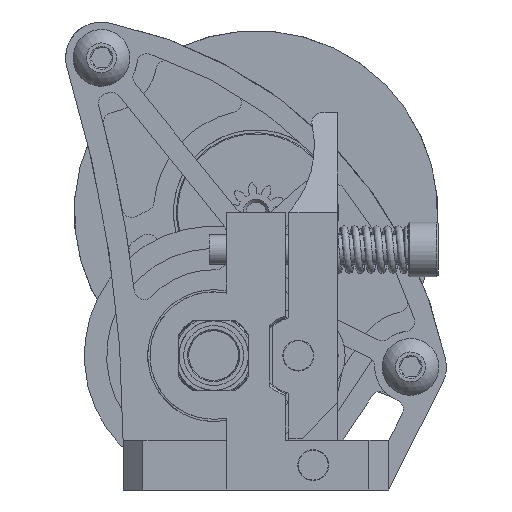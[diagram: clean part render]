
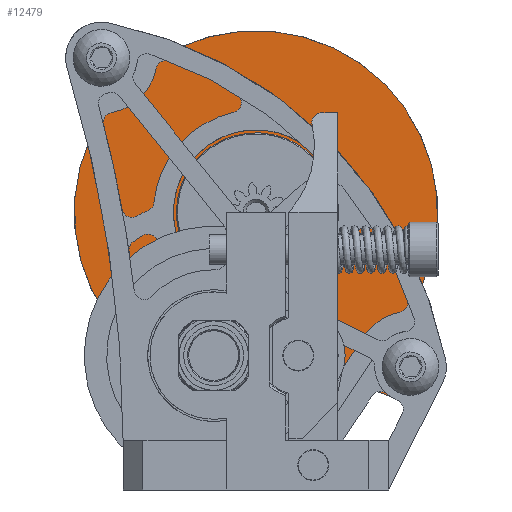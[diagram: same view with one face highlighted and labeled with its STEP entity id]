
A CAD part, front view. The second image highlights one B-rep face of the part: STEP entity #12479.
In plain terms, the highlighted face is planar.
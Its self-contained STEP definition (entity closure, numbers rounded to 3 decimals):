
#765=PLANE('',#14975);
#1246=CIRCLE('',#14968,8.);
#1249=CIRCLE('',#14972,8.);
#1251=CIRCLE('',#14976,1.5);
#1252=CIRCLE('',#14977,1.5);
#1253=CIRCLE('',#14978,1.);
#1254=CIRCLE('',#14979,18.25);
#1255=CIRCLE('',#14980,1.);
#1256=CIRCLE('',#14981,3.5);
#1257=CIRCLE('',#14982,1.);
#1258=CIRCLE('',#14983,18.25);
#1259=CIRCLE('',#14984,1.);
#1260=CIRCLE('',#14985,3.5);
#4154=ORIENTED_EDGE('',*,*,#6329,.T.);
#4155=ORIENTED_EDGE('',*,*,#6333,.T.);
#4156=ORIENTED_EDGE('',*,*,#6323,.T.);
#4157=ORIENTED_EDGE('',*,*,#6334,.F.);
#4158=ORIENTED_EDGE('',*,*,#6335,.F.);
#4159=ORIENTED_EDGE('',*,*,#6336,.F.);
#4160=ORIENTED_EDGE('',*,*,#6337,.T.);
#4161=ORIENTED_EDGE('',*,*,#6338,.F.);
#4162=ORIENTED_EDGE('',*,*,#6339,.T.);
#4163=ORIENTED_EDGE('',*,*,#6340,.F.);
#4164=ORIENTED_EDGE('',*,*,#6341,.F.);
#4165=ORIENTED_EDGE('',*,*,#6342,.F.);
#4166=ORIENTED_EDGE('',*,*,#6343,.T.);
#4167=ORIENTED_EDGE('',*,*,#6344,.F.);
#4168=ORIENTED_EDGE('',*,*,#6345,.T.);
#4169=ORIENTED_EDGE('',*,*,#6346,.F.);
#4170=ORIENTED_EDGE('',*,*,#6347,.F.);
#6323=EDGE_CURVE('',#7608,#7609,#1246,.T.);
#6329=EDGE_CURVE('',#7609,#7613,#1249,.T.);
#6333=EDGE_CURVE('',#7613,#7608,#8729,.T.);
#6334=EDGE_CURVE('',#7616,#7616,#1251,.T.);
#6335=EDGE_CURVE('',#7617,#7617,#1252,.T.);
#6336=EDGE_CURVE('',#7618,#7619,#8730,.T.);
#6337=EDGE_CURVE('',#7618,#7620,#1253,.T.);
#6338=EDGE_CURVE('',#7621,#7620,#1254,.T.);
#6339=EDGE_CURVE('',#7621,#7622,#1255,.T.);
#6340=EDGE_CURVE('',#7623,#7622,#8731,.T.);
#6341=EDGE_CURVE('',#7624,#7623,#1256,.T.);
#6342=EDGE_CURVE('',#7625,#7624,#8732,.T.);
#6343=EDGE_CURVE('',#7625,#7626,#1257,.T.);
#6344=EDGE_CURVE('',#7627,#7626,#1258,.T.);
#6345=EDGE_CURVE('',#7627,#7628,#1259,.T.);
#6346=EDGE_CURVE('',#7629,#7628,#8733,.T.);
#6347=EDGE_CURVE('',#7619,#7629,#1260,.T.);
#7608=VERTEX_POINT('',#24626);
#7609=VERTEX_POINT('',#24627);
#7613=VERTEX_POINT('',#24637);
#7616=VERTEX_POINT('',#24651);
#7617=VERTEX_POINT('',#24653);
#7618=VERTEX_POINT('',#24655);
#7619=VERTEX_POINT('',#24656);
#7620=VERTEX_POINT('',#24658);
#7621=VERTEX_POINT('',#24660);
#7622=VERTEX_POINT('',#24662);
#7623=VERTEX_POINT('',#24664);
#7624=VERTEX_POINT('',#24666);
#7625=VERTEX_POINT('',#24668);
#7626=VERTEX_POINT('',#24670);
#7627=VERTEX_POINT('',#24672);
#7628=VERTEX_POINT('',#24674);
#7629=VERTEX_POINT('',#24676);
#8729=LINE('',#24649,#9753);
#8730=LINE('',#24654,#9754);
#8731=LINE('',#24663,#9755);
#8732=LINE('',#24667,#9756);
#8733=LINE('',#24675,#9757);
#9753=VECTOR('',#18213,1000.);
#9754=VECTOR('',#18218,1000.);
#9755=VECTOR('',#18225,1000.);
#9756=VECTOR('',#18228,1000.);
#9757=VECTOR('',#18235,1000.);
#10604=EDGE_LOOP('',(#4154,#4155,#4156));
#10605=EDGE_LOOP('',(#4157));
#10606=EDGE_LOOP('',(#4158));
#10607=EDGE_LOOP('',(#4159,#4160,#4161,#4162,#4163,#4164,#4165,#4166,#4167,
#4168,#4169,#4170));
#11492=FACE_BOUND('',#10604,.T.);
#11493=FACE_BOUND('',#10605,.T.);
#11494=FACE_BOUND('',#10606,.T.);
#11495=FACE_BOUND('',#10607,.T.);
#12479=ADVANCED_FACE('',(#11492,#11493,#11494,#11495),#765,.F.);
#14968=AXIS2_PLACEMENT_3D('',#24625,#18193,#18194);
#14972=AXIS2_PLACEMENT_3D('',#24638,#18204,#18205);
#14975=AXIS2_PLACEMENT_3D('',#24648,#18211,#18212);
#14976=AXIS2_PLACEMENT_3D('',#24650,#18214,#18215);
#14977=AXIS2_PLACEMENT_3D('',#24652,#18216,#18217);
#14978=AXIS2_PLACEMENT_3D('',#24657,#18219,#18220);
#14979=AXIS2_PLACEMENT_3D('',#24659,#18221,#18222);
#14980=AXIS2_PLACEMENT_3D('',#24661,#18223,#18224);
#14981=AXIS2_PLACEMENT_3D('',#24665,#18226,#18227);
#14982=AXIS2_PLACEMENT_3D('',#24669,#18229,#18230);
#14983=AXIS2_PLACEMENT_3D('',#24671,#18231,#18232);
#14984=AXIS2_PLACEMENT_3D('',#24673,#18233,#18234);
#14985=AXIS2_PLACEMENT_3D('',#24677,#18236,#18237);
#18193=DIRECTION('',(0.,0.,-1.));
#18194=DIRECTION('',(-1.,0.,0.));
#18204=DIRECTION('',(0.,0.,-1.));
#18205=DIRECTION('',(-1.,0.,0.));
#18211=DIRECTION('',(0.,0.,-1.));
#18212=DIRECTION('',(-1.,0.,0.));
#18213=DIRECTION('',(1.,0.,0.));
#18214=DIRECTION('',(0.,0.,1.));
#18215=DIRECTION('',(1.,0.,0.));
#18216=DIRECTION('',(0.,0.,1.));
#18217=DIRECTION('',(1.,0.,0.));
#18218=DIRECTION('',(-0.91,0.415,0.));
#18219=DIRECTION('',(0.,0.,-1.));
#18220=DIRECTION('',(-1.,0.,0.));
#18221=DIRECTION('',(0.,0.,-1.));
#18222=DIRECTION('',(-1.,0.,0.));
#18223=DIRECTION('',(0.,0.,-1.));
#18224=DIRECTION('',(-1.,0.,0.));
#18225=DIRECTION('',(-0.91,-0.415,0.));
#18226=DIRECTION('',(0.,0.,-1.));
#18227=DIRECTION('',(-1.,0.,0.));
#18228=DIRECTION('',(0.91,-0.415,0.));
#18229=DIRECTION('',(0.,0.,-1.));
#18230=DIRECTION('',(-1.,0.,0.));
#18231=DIRECTION('',(0.,0.,-1.));
#18232=DIRECTION('',(-1.,0.,0.));
#18233=DIRECTION('',(0.,0.,-1.));
#18234=DIRECTION('',(-1.,0.,0.));
#18235=DIRECTION('',(0.91,0.415,0.));
#18236=DIRECTION('',(0.,0.,-1.));
#18237=DIRECTION('',(-1.,0.,0.));
#24625=CARTESIAN_POINT('',(0.,25.5,-6.));
#24626=CARTESIAN_POINT('',(1.261,33.4,-6.));
#24627=CARTESIAN_POINT('',(8.,25.5,-6.));
#24637=CARTESIAN_POINT('',(-1.261,33.4,-6.));
#24638=CARTESIAN_POINT('',(0.,25.5,-6.));
#24648=CARTESIAN_POINT('',(0.,25.5,-6.));
#24649=CARTESIAN_POINT('',(-1.261,33.4,-6.));
#24650=CARTESIAN_POINT('',(-21.95,25.5,-6.));
#24651=CARTESIAN_POINT('',(-20.45,25.5,-6.));
#24652=CARTESIAN_POINT('',(21.95,25.5,-6.));
#24653=CARTESIAN_POINT('',(23.45,25.5,-6.));
#24654=CARTESIAN_POINT('',(-5.24,14.023,-6.));
#24655=CARTESIAN_POINT('',(-17.618,19.675,-6.));
#24656=CARTESIAN_POINT('',(-23.404,22.316,-6.));
#24657=CARTESIAN_POINT('',(-18.033,18.765,-6.));
#24658=CARTESIAN_POINT('',(-17.097,19.115,-6.));
#24659=CARTESIAN_POINT('',(0.,25.5,-6.));
#24660=CARTESIAN_POINT('',(17.097,19.115,-6.));
#24661=CARTESIAN_POINT('',(18.033,18.765,-6.));
#24662=CARTESIAN_POINT('',(17.618,19.675,-6.));
#24663=CARTESIAN_POINT('',(5.24,14.023,-6.));
#24664=CARTESIAN_POINT('',(23.404,22.316,-6.));
#24665=CARTESIAN_POINT('',(21.95,25.5,-6.));
#24666=CARTESIAN_POINT('',(23.404,28.684,-6.));
#24667=CARTESIAN_POINT('',(5.24,36.977,-6.));
#24668=CARTESIAN_POINT('',(17.618,31.325,-6.));
#24669=CARTESIAN_POINT('',(18.033,32.235,-6.));
#24670=CARTESIAN_POINT('',(17.097,31.885,-6.));
#24671=CARTESIAN_POINT('',(0.,25.5,-6.));
#24672=CARTESIAN_POINT('',(-17.097,31.885,-6.));
#24673=CARTESIAN_POINT('',(-18.033,32.235,-6.));
#24674=CARTESIAN_POINT('',(-17.618,31.325,-6.));
#24675=CARTESIAN_POINT('',(-5.24,36.977,-6.));
#24676=CARTESIAN_POINT('',(-23.404,28.684,-6.));
#24677=CARTESIAN_POINT('',(-21.95,25.5,-6.));
